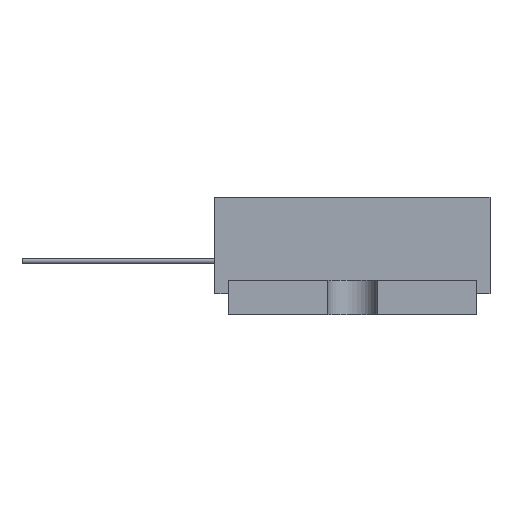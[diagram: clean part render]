
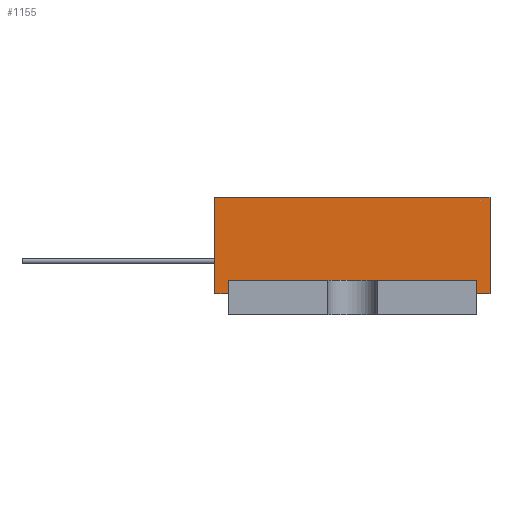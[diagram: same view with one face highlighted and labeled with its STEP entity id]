
A CAD part, left-side view. The second image highlights one B-rep face of the part: STEP entity #1155.
In plain terms, the highlighted planar face has unit normal (-1, 0, 0).
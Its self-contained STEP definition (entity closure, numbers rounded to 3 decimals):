
#1155=ADVANCED_FACE('',(#2311),#2313,.T.);
#2311=FACE_BOUND('',#2312,.T.);
#2312=EDGE_LOOP('',(#3310,#3311,#3312,#3313,#3314,#3315,#3316,#3317));
#2313=PLANE('',#2314);
#2314=AXIS2_PLACEMENT_3D('',#2315,#2316,#2317);
#2315=CARTESIAN_POINT('',(-27.5,10.,1.5));
#2316=DIRECTION('',(-1.,0.,0.));
#2317=DIRECTION('',(0.,-1.,0.));
#3310=ORIENTED_EDGE('',*,*,#3909,.T.);
#3311=ORIENTED_EDGE('',*,*,#3910,.T.);
#3312=ORIENTED_EDGE('',*,*,#3911,.T.);
#3313=ORIENTED_EDGE('',*,*,#3912,.T.);
#3314=ORIENTED_EDGE('',*,*,#3540,.F.);
#3315=ORIENTED_EDGE('',*,*,#3913,.F.);
#3316=ORIENTED_EDGE('',*,*,#3914,.T.);
#3317=ORIENTED_EDGE('',*,*,#3915,.T.);
#3540=EDGE_CURVE('',#3961,#3962,#3963,.T.);
#3909=EDGE_CURVE('',#4578,#4579,#4580,.T.);
#3910=EDGE_CURVE('',#4579,#4581,#4582,.T.);
#3911=EDGE_CURVE('',#4581,#4583,#4584,.T.);
#3912=EDGE_CURVE('',#4583,#3962,#4585,.T.);
#3913=EDGE_CURVE('',#4586,#3961,#4587,.T.);
#3914=EDGE_CURVE('',#4586,#4588,#4589,.T.);
#3915=EDGE_CURVE('',#4588,#4578,#4590,.T.);
#3961=VERTEX_POINT('',#4666);
#3962=VERTEX_POINT('',#4667);
#3963=LINE('',#4668,#4669);
#4578=VERTEX_POINT('',#6051);
#4579=VERTEX_POINT('',#6052);
#4580=LINE('',#6053,#6054);
#4581=VERTEX_POINT('',#6056);
#4582=LINE('',#6057,#6058);
#4583=VERTEX_POINT('',#6060);
#4584=LINE('',#6061,#6062);
#4585=LINE('',#6064,#6065);
#4586=VERTEX_POINT('',#6067);
#4587=LINE('',#6068,#6069);
#4588=VERTEX_POINT('',#6071);
#4589=LINE('',#6072,#6073);
#4590=LINE('',#6075,#6076);
#4666=CARTESIAN_POINT('',(-27.5,10.,8.5));
#4667=CARTESIAN_POINT('',(-27.5,-10.,8.5));
#4668=CARTESIAN_POINT('',(-27.5,10.,8.5));
#4669=VECTOR('',#4670,1.);
#4670=DIRECTION('',(0.,-1.,0.));
#6051=CARTESIAN_POINT('',(-27.5,9.,2.5));
#6052=CARTESIAN_POINT('',(-27.5,-9.,2.5));
#6053=CARTESIAN_POINT('',(-27.5,9.,2.5));
#6054=VECTOR('',#6055,1.);
#6055=DIRECTION('',(0.,-1.,0.));
#6056=CARTESIAN_POINT('',(-27.5,-9.,1.5));
#6057=CARTESIAN_POINT('',(-27.5,-9.,2.5));
#6058=VECTOR('',#6059,1.);
#6059=DIRECTION('',(0.,0.,-1.));
#6060=CARTESIAN_POINT('',(-27.5,-10.,1.5));
#6061=CARTESIAN_POINT('',(-27.5,-9.,1.5));
#6062=VECTOR('',#6063,1.);
#6063=DIRECTION('',(0.,-1.,0.));
#6064=CARTESIAN_POINT('',(-27.5,-10.,1.5));
#6065=VECTOR('',#6066,1.);
#6066=DIRECTION('',(0.,0.,1.));
#6067=CARTESIAN_POINT('',(-27.5,10.,1.5));
#6068=CARTESIAN_POINT('',(-27.5,10.,1.5));
#6069=VECTOR('',#6070,1.);
#6070=DIRECTION('',(0.,0.,1.));
#6071=CARTESIAN_POINT('',(-27.5,9.,1.5));
#6072=CARTESIAN_POINT('',(-27.5,10.,1.5));
#6073=VECTOR('',#6074,1.);
#6074=DIRECTION('',(0.,-1.,0.));
#6075=CARTESIAN_POINT('',(-27.5,9.,1.5));
#6076=VECTOR('',#6077,1.);
#6077=DIRECTION('',(0.,0.,1.));
